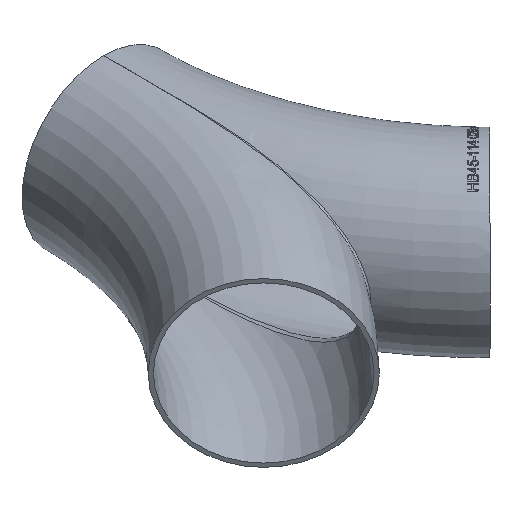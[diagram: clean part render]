
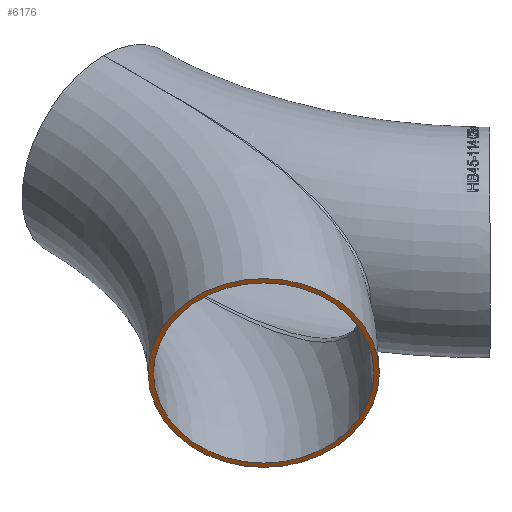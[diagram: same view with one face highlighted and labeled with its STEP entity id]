
A CAD part, isometric view. The second image highlights one B-rep face of the part: STEP entity #6176.
In plain terms, the highlighted planar face has unit normal (-0.707, -0.707, 0).
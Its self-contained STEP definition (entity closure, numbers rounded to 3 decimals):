
#89 = CIRCLE ( 'NONE', #20736, 57.15 ) ;
#105 = EDGE_LOOP ( 'NONE', ( #16545 ) ) ;
#306 = DIRECTION ( 'NONE',  ( 0., 0., 1. ) ) ;
#891 = EDGE_CURVE ( 'NONE', #1020, #1020, #89, .T. ) ;
#1020 = VERTEX_POINT ( 'NONE', #9340 ) ;
#2292 = AXIS2_PLACEMENT_3D ( 'NONE', #18680, #16640, #16996 ) ;
#3491 = ORIENTED_EDGE ( 'NONE', *, *, #891, .F. ) ;
#3631 = FACE_BOUND ( 'NONE', #105, .T. ) ;
#3844 = PLANE ( 'NONE',  #14118 ) ;
#3941 = DIRECTION ( 'NONE',  ( 0.707, 0.707, 0. ) ) ;
#4750 = CIRCLE ( 'NONE', #2292, 54.55 ) ;
#6176 = ADVANCED_FACE ( 'NONE', ( #3631, #18912 ), #3844, .F. ) ;
#7475 = CARTESIAN_POINT ( 'NONE',  ( -117.654, -152.346, 0. ) ) ;
#7883 = CARTESIAN_POINT ( 'NONE',  ( -79.081, -190.919, 0. ) ) ;
#9340 = CARTESIAN_POINT ( 'NONE',  ( -79.081, -190.919, 57.15 ) ) ;
#10615 = CARTESIAN_POINT ( 'NONE',  ( -79.081, -190.919, 0. ) ) ;
#12696 = VERTEX_POINT ( 'NONE', #7475 ) ;
#13501 = EDGE_LOOP ( 'NONE', ( #3491 ) ) ;
#14118 = AXIS2_PLACEMENT_3D ( 'NONE', #10615, #3941, #306 ) ;
#16545 = ORIENTED_EDGE ( 'NONE', *, *, #19025, .T. ) ;
#16640 = DIRECTION ( 'NONE',  ( 0.707, 0.707, 0. ) ) ;
#16996 = DIRECTION ( 'NONE',  ( -0.707, 0.707, 0. ) ) ;
#18680 = CARTESIAN_POINT ( 'NONE',  ( -79.081, -190.919, 0. ) ) ;
#18912 = FACE_OUTER_BOUND ( 'NONE', #13501, .T. ) ;
#19025 = EDGE_CURVE ( 'NONE', #12696, #12696, #4750, .T. ) ;
#19303 = DIRECTION ( 'NONE',  ( 0.707, 0.707, 0. ) ) ;
#20736 = AXIS2_PLACEMENT_3D ( 'NONE', #7883, #19303, #21387 ) ;
#21387 = DIRECTION ( 'NONE',  ( 0., 0., 1. ) ) ;
